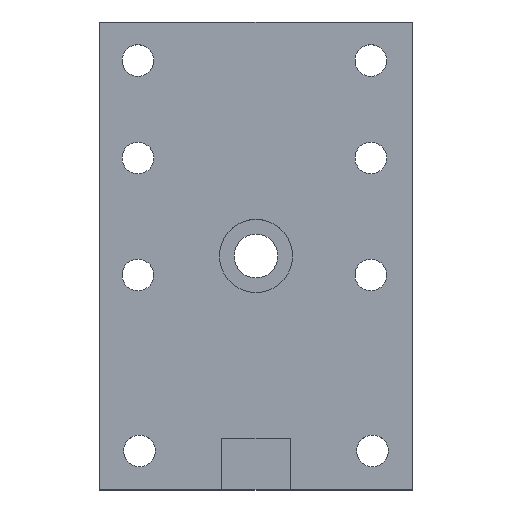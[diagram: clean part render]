
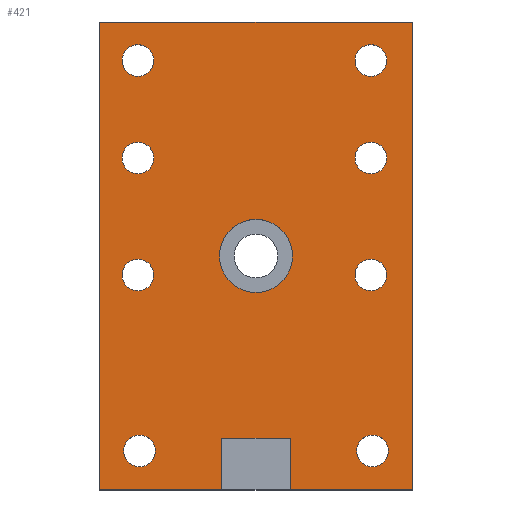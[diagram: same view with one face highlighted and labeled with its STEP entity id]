
A CAD part, top view. The second image highlights one B-rep face of the part: STEP entity #421.
In plain terms, the highlighted planar face has unit normal (0, 0, 1).
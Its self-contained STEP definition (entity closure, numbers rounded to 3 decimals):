
#16=FACE_BOUND('',#87,.T.);
#17=FACE_BOUND('',#88,.T.);
#18=FACE_BOUND('',#89,.T.);
#19=FACE_BOUND('',#90,.T.);
#20=FACE_BOUND('',#91,.T.);
#21=FACE_BOUND('',#92,.T.);
#22=FACE_BOUND('',#93,.T.);
#23=FACE_BOUND('',#94,.T.);
#24=FACE_BOUND('',#95,.T.);
#43=PLANE('',#476);
#64=FACE_OUTER_BOUND('',#86,.T.);
#86=EDGE_LOOP('',(#362,#363,#364,#365,#366,#367,#368,#369));
#87=EDGE_LOOP('',(#370));
#88=EDGE_LOOP('',(#371));
#89=EDGE_LOOP('',(#372));
#90=EDGE_LOOP('',(#373));
#91=EDGE_LOOP('',(#374));
#92=EDGE_LOOP('',(#375));
#93=EDGE_LOOP('',(#376));
#94=EDGE_LOOP('',(#377));
#95=EDGE_LOOP('',(#378));
#112=LINE('',#619,#146);
#115=LINE('',#624,#149);
#117=LINE('',#628,#151);
#129=LINE('',#687,#163);
#130=LINE('',#689,#164);
#133=LINE('',#695,#167);
#136=LINE('',#701,#170);
#139=LINE('',#705,#173);
#146=VECTOR('',#500,10.);
#149=VECTOR('',#505,10.);
#151=VECTOR('',#509,10.);
#163=VECTOR('',#575,10.);
#164=VECTOR('',#576,10.);
#167=VECTOR('',#581,10.);
#170=VECTOR('',#586,10.);
#173=VECTOR('',#591,10.);
#177=CIRCLE('',#447,1.625);
#179=CIRCLE('',#450,1.625);
#181=CIRCLE('',#453,1.625);
#183=CIRCLE('',#456,1.625);
#185=CIRCLE('',#459,1.625);
#187=CIRCLE('',#462,1.625);
#189=CIRCLE('',#465,1.625);
#191=CIRCLE('',#468,3.75);
#192=CIRCLE('',#470,1.625);
#201=VERTEX_POINT('',#616);
#202=VERTEX_POINT('',#618);
#203=VERTEX_POINT('',#622);
#204=VERTEX_POINT('',#626);
#205=VERTEX_POINT('',#630);
#207=VERTEX_POINT('',#636);
#209=VERTEX_POINT('',#642);
#211=VERTEX_POINT('',#648);
#213=VERTEX_POINT('',#654);
#215=VERTEX_POINT('',#660);
#217=VERTEX_POINT('',#666);
#219=VERTEX_POINT('',#672);
#220=VERTEX_POINT('',#676);
#224=VERTEX_POINT('',#685);
#225=VERTEX_POINT('',#688);
#227=VERTEX_POINT('',#694);
#229=VERTEX_POINT('',#700);
#239=EDGE_CURVE('',#202,#201,#112,.T.);
#242=EDGE_CURVE('',#201,#203,#115,.T.);
#244=EDGE_CURVE('',#203,#204,#117,.T.);
#245=EDGE_CURVE('',#205,#205,#177,.T.);
#248=EDGE_CURVE('',#207,#207,#179,.T.);
#251=EDGE_CURVE('',#209,#209,#181,.T.);
#254=EDGE_CURVE('',#211,#211,#183,.T.);
#257=EDGE_CURVE('',#213,#213,#185,.T.);
#260=EDGE_CURVE('',#215,#215,#187,.T.);
#263=EDGE_CURVE('',#217,#217,#189,.T.);
#266=EDGE_CURVE('',#219,#219,#191,.T.);
#268=EDGE_CURVE('',#220,#220,#192,.T.);
#273=EDGE_CURVE('',#204,#224,#129,.T.);
#274=EDGE_CURVE('',#225,#202,#130,.T.);
#277=EDGE_CURVE('',#227,#225,#133,.T.);
#280=EDGE_CURVE('',#229,#227,#136,.T.);
#283=EDGE_CURVE('',#224,#229,#139,.T.);
#362=ORIENTED_EDGE('',*,*,#283,.T.);
#363=ORIENTED_EDGE('',*,*,#280,.T.);
#364=ORIENTED_EDGE('',*,*,#277,.T.);
#365=ORIENTED_EDGE('',*,*,#274,.T.);
#366=ORIENTED_EDGE('',*,*,#239,.T.);
#367=ORIENTED_EDGE('',*,*,#242,.T.);
#368=ORIENTED_EDGE('',*,*,#244,.T.);
#369=ORIENTED_EDGE('',*,*,#273,.T.);
#370=ORIENTED_EDGE('',*,*,#268,.T.);
#371=ORIENTED_EDGE('',*,*,#266,.T.);
#372=ORIENTED_EDGE('',*,*,#263,.T.);
#373=ORIENTED_EDGE('',*,*,#260,.T.);
#374=ORIENTED_EDGE('',*,*,#257,.T.);
#375=ORIENTED_EDGE('',*,*,#254,.T.);
#376=ORIENTED_EDGE('',*,*,#251,.T.);
#377=ORIENTED_EDGE('',*,*,#248,.T.);
#378=ORIENTED_EDGE('',*,*,#245,.T.);
#421=ADVANCED_FACE('',(#64,#16,#17,#18,#19,#20,#21,#22,#23,#24),#43,.T.);
#447=AXIS2_PLACEMENT_3D('',#631,#512,#513);
#450=AXIS2_PLACEMENT_3D('',#637,#519,#520);
#453=AXIS2_PLACEMENT_3D('',#643,#526,#527);
#456=AXIS2_PLACEMENT_3D('',#649,#533,#534);
#459=AXIS2_PLACEMENT_3D('',#655,#540,#541);
#462=AXIS2_PLACEMENT_3D('',#661,#547,#548);
#465=AXIS2_PLACEMENT_3D('',#667,#554,#555);
#468=AXIS2_PLACEMENT_3D('',#673,#561,#562);
#470=AXIS2_PLACEMENT_3D('',#677,#566,#567);
#476=AXIS2_PLACEMENT_3D('',#706,#592,#593);
#500=DIRECTION('',(0.,1.,0.));
#505=DIRECTION('',(1.,0.,0.));
#509=DIRECTION('',(0.,-1.,0.));
#512=DIRECTION('center_axis',(0.,0.,-1.));
#513=DIRECTION('ref_axis',(1.,0.,0.));
#519=DIRECTION('center_axis',(0.,0.,-1.));
#520=DIRECTION('ref_axis',(1.,0.,0.));
#526=DIRECTION('center_axis',(0.,0.,-1.));
#527=DIRECTION('ref_axis',(1.,0.,0.));
#533=DIRECTION('center_axis',(0.,0.,-1.));
#534=DIRECTION('ref_axis',(1.,0.,0.));
#540=DIRECTION('center_axis',(0.,0.,-1.));
#541=DIRECTION('ref_axis',(1.,0.,0.));
#547=DIRECTION('center_axis',(0.,0.,-1.));
#548=DIRECTION('ref_axis',(1.,0.,0.));
#554=DIRECTION('center_axis',(0.,0.,-1.));
#555=DIRECTION('ref_axis',(1.,0.,0.));
#561=DIRECTION('center_axis',(0.,0.,-1.));
#562=DIRECTION('ref_axis',(1.,0.,0.));
#566=DIRECTION('center_axis',(0.,0.,-1.));
#567=DIRECTION('ref_axis',(1.,0.,0.));
#575=DIRECTION('',(1.,0.,0.));
#576=DIRECTION('',(1.,0.,0.));
#581=DIRECTION('',(0.,-1.,0.));
#586=DIRECTION('',(-1.,0.,0.));
#591=DIRECTION('',(0.,1.,0.));
#592=DIRECTION('center_axis',(0.,0.,1.));
#593=DIRECTION('ref_axis',(1.,0.,0.));
#616=CARTESIAN_POINT('',(21.54,17.805,7.));
#618=CARTESIAN_POINT('',(21.54,12.505,7.));
#619=CARTESIAN_POINT('',(21.54,12.505,7.));
#622=CARTESIAN_POINT('',(28.54,17.805,7.));
#624=CARTESIAN_POINT('',(21.54,17.805,7.));
#626=CARTESIAN_POINT('',(28.54,12.505,7.));
#628=CARTESIAN_POINT('',(28.54,12.505,7.));
#630=CARTESIAN_POINT('',(11.299,56.552,7.));
#631=CARTESIAN_POINT('Origin',(12.924,56.552,7.));
#636=CARTESIAN_POINT('',(35.199,34.552,7.));
#637=CARTESIAN_POINT('Origin',(36.824,34.552,7.));
#642=CARTESIAN_POINT('',(35.199,46.552,7.));
#643=CARTESIAN_POINT('Origin',(36.824,46.552,7.));
#648=CARTESIAN_POINT('',(35.199,56.552,7.));
#649=CARTESIAN_POINT('Origin',(36.824,56.552,7.));
#654=CARTESIAN_POINT('',(35.365,16.505,7.));
#655=CARTESIAN_POINT('Origin',(36.99,16.505,7.));
#660=CARTESIAN_POINT('',(11.299,34.552,7.));
#661=CARTESIAN_POINT('Origin',(12.924,34.552,7.));
#666=CARTESIAN_POINT('',(11.299,46.552,7.));
#667=CARTESIAN_POINT('Origin',(12.924,46.552,7.));
#672=CARTESIAN_POINT('',(21.29,36.505,7.));
#673=CARTESIAN_POINT('Origin',(25.04,36.505,7.));
#676=CARTESIAN_POINT('',(11.465,16.505,7.));
#677=CARTESIAN_POINT('Origin',(13.09,16.505,7.));
#685=CARTESIAN_POINT('',(41.09,12.505,7.));
#687=CARTESIAN_POINT('',(8.99,12.505,7.));
#688=CARTESIAN_POINT('',(8.99,12.505,7.));
#689=CARTESIAN_POINT('',(8.99,12.505,7.));
#694=CARTESIAN_POINT('',(8.99,60.505,7.));
#695=CARTESIAN_POINT('',(8.99,60.505,7.));
#700=CARTESIAN_POINT('',(41.09,60.505,7.));
#701=CARTESIAN_POINT('',(41.09,60.505,7.));
#705=CARTESIAN_POINT('',(41.09,12.505,7.));
#706=CARTESIAN_POINT('Origin',(25.04,36.505,7.));
